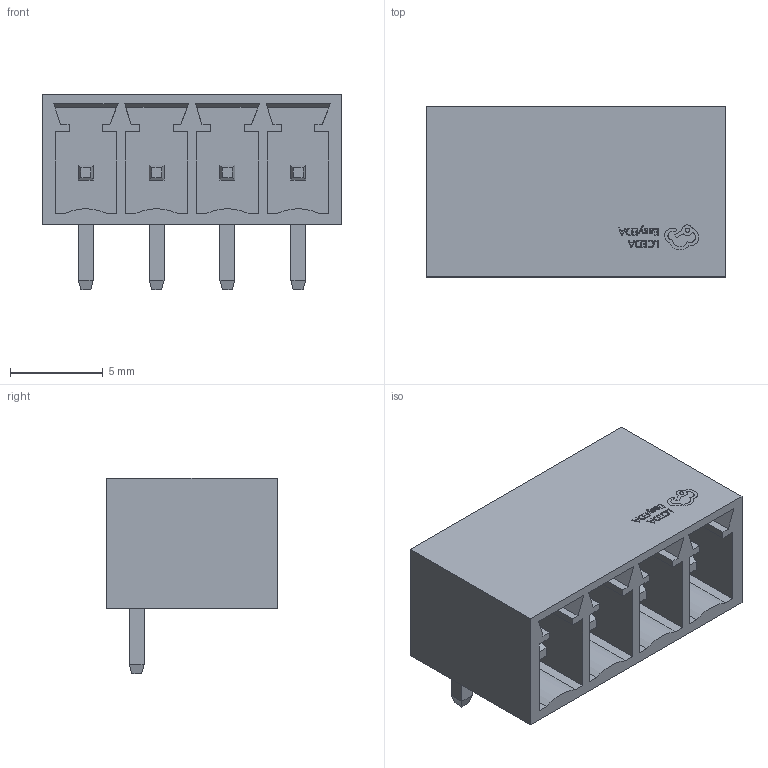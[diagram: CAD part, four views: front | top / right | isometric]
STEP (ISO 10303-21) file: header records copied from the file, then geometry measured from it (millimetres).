
FILE_DESCRIPTION(('FreeCAD Model'),'2;1');
FILE_NAME('Open CASCADE Shape Model','2024-06-11T17:50:01',(''),(''), 'Open CASCADE STEP processor 7.6','FreeCAD','Unknown');
FILE_SCHEMA(('AUTOMOTIVE_DESIGN { 1 0 10303 214 1 1 1 1 }'));
Length unit declared in the file: millimetre
Products named in the file (2): CONN-TH_WJ15EDGRC-3.81-4P; SOLID
Assembly tree (1 placements, depth 2):
  CONN-TH_WJ15EDGRC-3.81-4P
    SOLID
Bounding box: 16.12 x 9.15 x 10.5 mm (x, y, z)
Volume: 533 mm3; surface area: 1417.2 mm2
Topology: 1 solids, 1 shells, 533 faces, 1419 edges, 930 vertices
Faces by surface type: plane 389, bspline 124, cylinder 20
Entity records: 40709 total; most frequent: CARTESIAN_POINT 10348, DIRECTION 4367, LINE 3413, VECTOR 3413, ORIENTED_EDGE 2838, PCURVE 2838, DEFINITIONAL_REPRESENTATION 2838, EDGE_CURVE 1419
